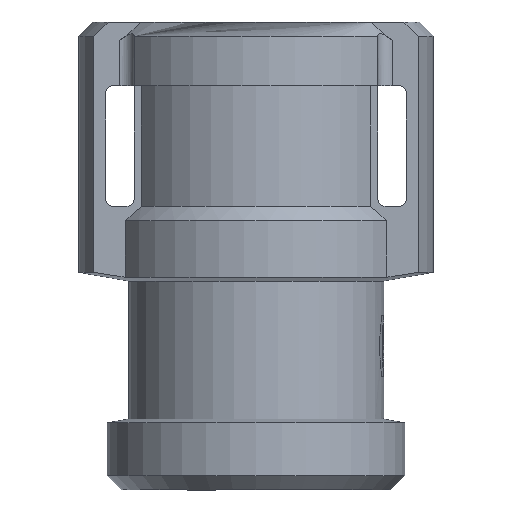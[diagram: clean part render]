
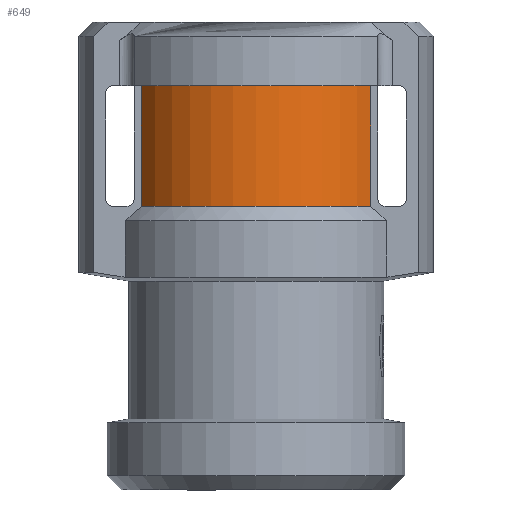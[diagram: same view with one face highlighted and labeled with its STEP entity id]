
A CAD part, front view. The second image highlights one B-rep face of the part: STEP entity #649.
In plain terms, the highlighted cylindrical face has radius 9.5 mm (diameter 19 mm), a partial arc.
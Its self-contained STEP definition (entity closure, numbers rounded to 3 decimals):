
#505=FACE_OUTER_BOUND('',#900,.T.);
#649=ADVANCED_FACE('',(#505),#768,.T.);
#768=CYLINDRICAL_SURFACE('',#3927,9.5);
#900=EDGE_LOOP('',(#1366,#1367,#1368,#1369));
#1366=ORIENTED_EDGE('',*,*,#2296,.T.);
#1367=ORIENTED_EDGE('',*,*,#2284,.T.);
#1368=ORIENTED_EDGE('',*,*,#2291,.T.);
#1369=ORIENTED_EDGE('',*,*,#2164,.F.);
#1893=VERTEX_POINT('',#5430);
#1894=VERTEX_POINT('',#5432);
#1973=VERTEX_POINT('',#5704);
#1974=VERTEX_POINT('',#5706);
#2164=EDGE_CURVE('',#1893,#1894,#2576,.T.);
#2284=EDGE_CURVE('',#1974,#1973,#2615,.T.);
#2291=EDGE_CURVE('',#1973,#1894,#3098,.T.);
#2296=EDGE_CURVE('',#1893,#1974,#3100,.T.);
#2576=CIRCLE('',#3842,9.5);
#2615=CIRCLE('',#3917,9.5);
#3098=LINE('',#5726,#3404);
#3100=LINE('',#5759,#3406);
#3404=VECTOR('',#4522,1.);
#3406=VECTOR('',#4532,1.);
#3842=AXIS2_PLACEMENT_3D('',#5431,#4293,#4294);
#3917=AXIS2_PLACEMENT_3D('',#5705,#4509,#4510);
#3927=AXIS2_PLACEMENT_3D('',#5761,#4535,#4536);
#4293=DIRECTION('',(0.,0.,-1.));
#4294=DIRECTION('',(0.85,-0.526,0.));
#4509=DIRECTION('',(0.,0.,-1.));
#4510=DIRECTION('',(0.85,-0.526,0.));
#4522=DIRECTION('',(0.,0.,-1.));
#4532=DIRECTION('',(0.,0.,1.));
#4535=DIRECTION('',(0.,0.,1.));
#4536=DIRECTION('',(-0.901,-0.435,0.));
#5430=CARTESIAN_POINT('',(8.078,-5.,20.));
#5431=CARTESIAN_POINT('',(0.,0.,
20.));
#5432=CARTESIAN_POINT('',(-8.078,-5.,20.));
#5704=CARTESIAN_POINT('',(-8.078,-5.,28.5));
#5705=CARTESIAN_POINT('',(0.,0.,
28.5));
#5706=CARTESIAN_POINT('',(8.078,-5.,28.5));
#5726=CARTESIAN_POINT('',(-8.078,-5.,28.5));
#5759=CARTESIAN_POINT('',(8.078,-5.,20.));
#5761=CARTESIAN_POINT('',(0.,0.,
20.));
